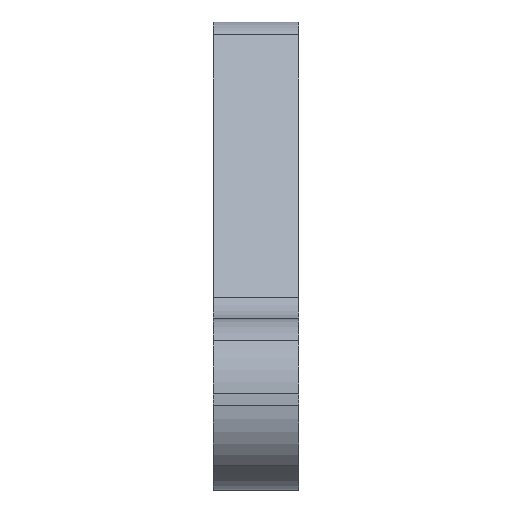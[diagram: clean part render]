
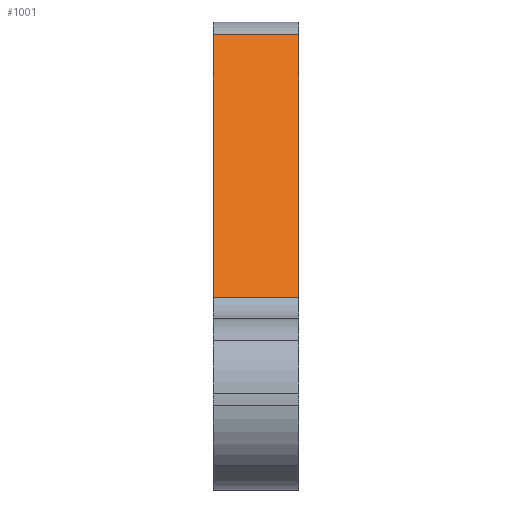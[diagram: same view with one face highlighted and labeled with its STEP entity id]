
A CAD part, top view. The second image highlights one B-rep face of the part: STEP entity #1001.
In plain terms, the highlighted planar face has unit normal (0, 0.642, 0.767).
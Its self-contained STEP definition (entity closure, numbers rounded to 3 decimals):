
#19 = VERTEX_POINT ( 'NONE', #538 ) ;
#60 = LINE ( 'NONE', #263, #259 ) ;
#93 = FACE_OUTER_BOUND ( 'NONE', #723, .T. ) ;
#109 = CARTESIAN_POINT ( 'NONE',  ( 19.494, -1.216, -41.452 ) ) ;
#132 = VERTEX_POINT ( 'NONE', #766 ) ;
#259 = VECTOR ( 'NONE', #650, 1000. ) ;
#263 = CARTESIAN_POINT ( 'NONE',  ( 26.494, -16.085, -29. ) ) ;
#336 = EDGE_CURVE ( 'NONE', #502, #132, #547, .T. ) ;
#394 = DIRECTION ( 'NONE',  ( 1., 0., 0. ) ) ;
#410 = EDGE_CURVE ( 'NONE', #19, #502, #60, .T. ) ;
#495 = PLANE ( 'NONE',  #601 ) ;
#502 = VERTEX_POINT ( 'NONE', #639 ) ;
#506 = VERTEX_POINT ( 'NONE', #648 ) ;
#519 = CARTESIAN_POINT ( 'NONE',  ( 26.494, -20.084, -25.651 ) ) ;
#538 = CARTESIAN_POINT ( 'NONE',  ( 26.494, -20.084, -25.651 ) ) ;
#547 = LINE ( 'NONE', #1049, #607 ) ;
#601 = AXIS2_PLACEMENT_3D ( 'NONE', #109, #686, #394 ) ;
#607 = VECTOR ( 'NONE', #653, 1000. ) ;
#639 = CARTESIAN_POINT ( 'NONE',  ( 26.494, 1.547, -43.765 ) ) ;
#648 = CARTESIAN_POINT ( 'NONE',  ( 19.494, -20.084, -25.651 ) ) ;
#650 = DIRECTION ( 'NONE',  ( 0., 0.767, -0.642 ) ) ;
#653 = DIRECTION ( 'NONE',  ( -1., 0., 0. ) ) ;
#677 = EDGE_CURVE ( 'NONE', #506, #19, #716, .T. ) ;
#686 = DIRECTION ( 'NONE',  ( 0., 0.642, 0.767 ) ) ;
#716 = LINE ( 'NONE', #519, #1027 ) ;
#723 = EDGE_LOOP ( 'NONE', ( #919, #867, #1234, #922 ) ) ;
#751 = CARTESIAN_POINT ( 'NONE',  ( 19.494, -16.085, -29. ) ) ;
#766 = CARTESIAN_POINT ( 'NONE',  ( 19.494, 1.547, -43.765 ) ) ;
#768 = DIRECTION ( 'NONE',  ( 0., 0.767, -0.642 ) ) ;
#867 = ORIENTED_EDGE ( 'NONE', *, *, #336, .T. ) ;
#904 = EDGE_CURVE ( 'NONE', #506, #132, #949, .T. ) ;
#908 = DIRECTION ( 'NONE',  ( 1., 0., 0. ) ) ;
#919 = ORIENTED_EDGE ( 'NONE', *, *, #410, .T. ) ;
#922 = ORIENTED_EDGE ( 'NONE', *, *, #677, .T. ) ;
#949 = LINE ( 'NONE', #751, #1165 ) ;
#1001 = ADVANCED_FACE ( 'NONE', ( #93 ), #495, .T. ) ;
#1027 = VECTOR ( 'NONE', #908, 1000. ) ;
#1049 = CARTESIAN_POINT ( 'NONE',  ( 19.494, 1.547, -43.765 ) ) ;
#1165 = VECTOR ( 'NONE', #768, 1000. ) ;
#1234 = ORIENTED_EDGE ( 'NONE', *, *, #904, .F. ) ;
